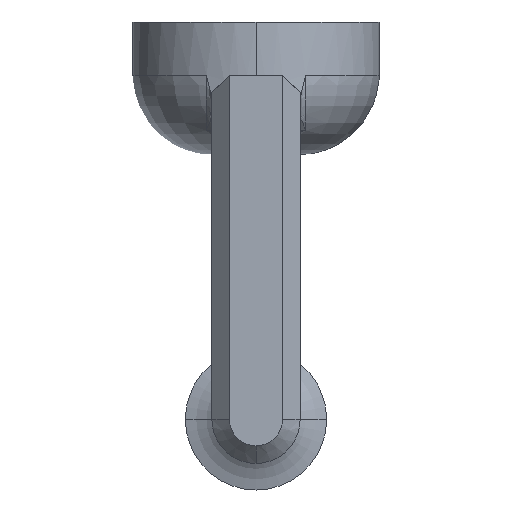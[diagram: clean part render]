
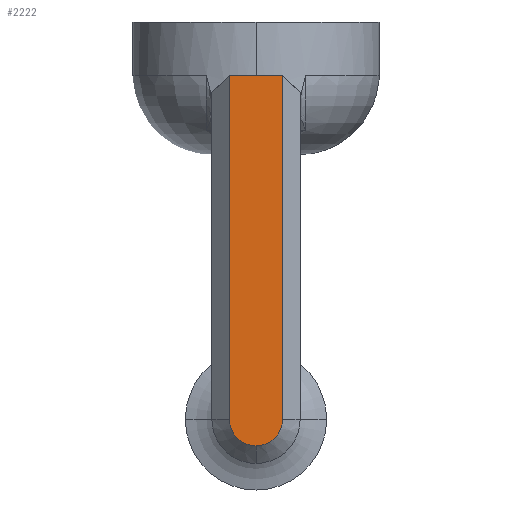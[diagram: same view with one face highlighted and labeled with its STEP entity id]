
A CAD part, left-side view. The second image highlights one B-rep face of the part: STEP entity #2222.
In plain terms, the highlighted planar face has unit normal (-1, 0, 0).
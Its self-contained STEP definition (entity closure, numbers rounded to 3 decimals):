
#5 = ORIENTED_EDGE ( 'NONE', *, *, #3675, .T. ) ;
#47 = PLANE ( 'NONE',  #3911 ) ;
#64 = AXIS2_PLACEMENT_3D ( 'NONE', #1678, #2975, #3044 ) ;
#85 = DIRECTION ( 'NONE',  ( -1., 0., 0. ) ) ;
#240 = ORIENTED_EDGE ( 'NONE', *, *, #4132, .T. ) ;
#252 = DIRECTION ( 'NONE',  ( 0., 0., -1. ) ) ;
#441 = CARTESIAN_POINT ( 'NONE',  ( -129.651, -71.042, 252.97 ) ) ;
#490 = LINE ( 'NONE', #1876, #1585 ) ;
#517 = VERTEX_POINT ( 'NONE', #441 ) ;
#608 = ORIENTED_EDGE ( 'NONE', *, *, #2122, .T. ) ;
#772 = DIRECTION ( 'NONE',  ( 0., 0., -1. ) ) ;
#1179 = CIRCLE ( 'NONE', #64, 15. ) ;
#1244 = AXIS2_PLACEMENT_3D ( 'NONE', #2990, #85, #3980 ) ;
#1399 = DIRECTION ( 'NONE',  ( 0., 0., 1. ) ) ;
#1418 = LINE ( 'NONE', #3056, #2000 ) ;
#1457 = CIRCLE ( 'NONE', #1244, 15. ) ;
#1585 = VECTOR ( 'NONE', #252, 1000. ) ;
#1678 = CARTESIAN_POINT ( 'NONE',  ( -129.651, -56.042, 252.97 ) ) ;
#1764 = CARTESIAN_POINT ( 'NONE',  ( -129.651, -31.042, 227.97 ) ) ;
#1876 = CARTESIAN_POINT ( 'NONE',  ( -129.651, -41.042, 252.97 ) ) ;
#2000 = VECTOR ( 'NONE', #1399, 1000. ) ;
#2010 = VERTEX_POINT ( 'NONE', #2550 ) ;
#2122 = EDGE_CURVE ( 'NONE', #2010, #517, #1179, .T. ) ;
#2222 = ADVANCED_FACE ( 'NONE', ( #4012 ), #47, .F. ) ;
#2330 = EDGE_CURVE ( 'NONE', #3286, #3301, #490, .T. ) ;
#2550 = CARTESIAN_POINT ( 'NONE',  ( -129.651, -56.042, 237.97 ) ) ;
#2671 = VERTEX_POINT ( 'NONE', #3629 ) ;
#2673 = EDGE_LOOP ( 'NONE', ( #2875, #3866, #240, #608, #5 ) ) ;
#2875 = ORIENTED_EDGE ( 'NONE', *, *, #3457, .F. ) ;
#2975 = DIRECTION ( 'NONE',  ( -1., 0., 0. ) ) ;
#2990 = CARTESIAN_POINT ( 'NONE',  ( -129.651, -56.042, 252.97 ) ) ;
#3044 = DIRECTION ( 'NONE',  ( 0., 0., -1. ) ) ;
#3056 = CARTESIAN_POINT ( 'NONE',  ( -129.651, -71.042, 227.97 ) ) ;
#3062 = CARTESIAN_POINT ( 'NONE',  ( -129.651, -41.042, 252.97 ) ) ;
#3286 = VERTEX_POINT ( 'NONE', #4086 ) ;
#3301 = VERTEX_POINT ( 'NONE', #3062 ) ;
#3403 = DIRECTION ( 'NONE',  ( 1., 0., 0. ) ) ;
#3438 = VECTOR ( 'NONE', #3667, 1000. ) ;
#3457 = EDGE_CURVE ( 'NONE', #3286, #2671, #3639, .T. ) ;
#3576 = CARTESIAN_POINT ( 'NONE',  ( -129.651, -31.042, 447.82 ) ) ;
#3629 = CARTESIAN_POINT ( 'NONE',  ( -129.651, -71.042, 447.82 ) ) ;
#3639 = LINE ( 'NONE', #3576, #3438 ) ;
#3667 = DIRECTION ( 'NONE',  ( 0., -1., 0. ) ) ;
#3675 = EDGE_CURVE ( 'NONE', #517, #2671, #1418, .T. ) ;
#3866 = ORIENTED_EDGE ( 'NONE', *, *, #2330, .T. ) ;
#3911 = AXIS2_PLACEMENT_3D ( 'NONE', #1764, #3403, #772 ) ;
#3980 = DIRECTION ( 'NONE',  ( 0., 0., -1. ) ) ;
#4012 = FACE_OUTER_BOUND ( 'NONE', #2673, .T. ) ;
#4086 = CARTESIAN_POINT ( 'NONE',  ( -129.651, -41.042, 447.82 ) ) ;
#4132 = EDGE_CURVE ( 'NONE', #3301, #2010, #1457, .T. ) ;
